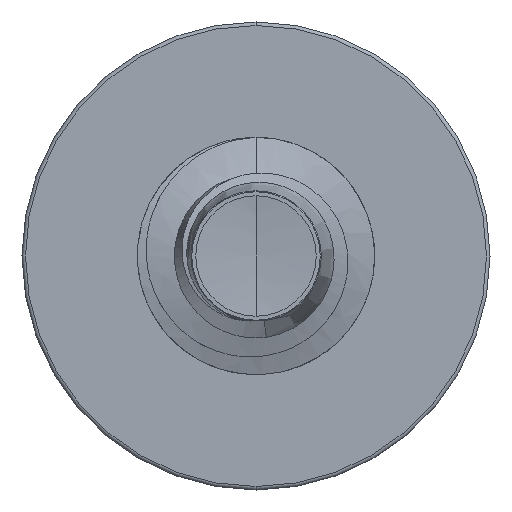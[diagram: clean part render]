
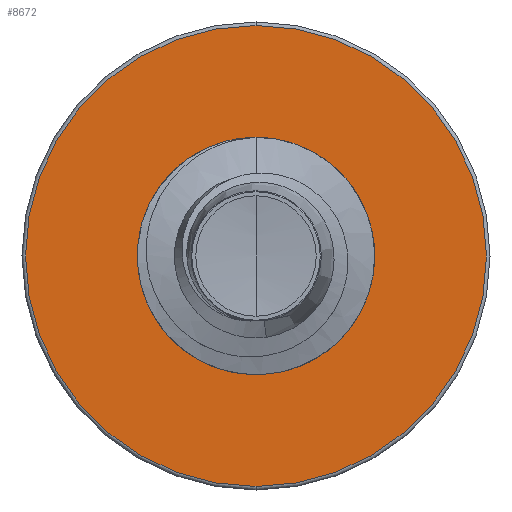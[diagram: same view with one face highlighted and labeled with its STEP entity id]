
A CAD part, front view. The second image highlights one B-rep face of the part: STEP entity #8672.
In plain terms, the highlighted planar face has unit normal (0, -1, 0).
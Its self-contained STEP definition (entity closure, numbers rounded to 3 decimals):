
#236 = CARTESIAN_POINT ( 'NONE',  ( 0., 6.5, 0. ) ) ;
#337 = CIRCLE ( 'NONE', #3767, 3.397 ) ;
#393 = EDGE_LOOP ( 'NONE', ( #5056, #3605 ) ) ;
#1114 = DIRECTION ( 'NONE',  ( 0., 0., 1. ) ) ;
#1284 = FACE_OUTER_BOUND ( 'NONE', #3428, .T. ) ;
#1412 = CARTESIAN_POINT ( 'NONE',  ( 0., 6.5, 0. ) ) ;
#2098 = CARTESIAN_POINT ( 'NONE',  ( 0., 6.5, -1.722 ) ) ;
#2129 = PLANE ( 'NONE',  #2950 ) ;
#2183 = CARTESIAN_POINT ( 'NONE',  ( 0., 6.5, -1.722 ) ) ;
#2298 = DIRECTION ( 'NONE',  ( 0., 0., 1. ) ) ;
#2636 = AXIS2_PLACEMENT_3D ( 'NONE', #9043, #3971, #9866 ) ;
#2950 = AXIS2_PLACEMENT_3D ( 'NONE', #2098, #8160, #3035 ) ;
#3035 = DIRECTION ( 'NONE',  ( 0., 0., 1. ) ) ;
#3267 = EDGE_CURVE ( 'NONE', #3312, #7054, #4892, .T. ) ;
#3312 = VERTEX_POINT ( 'NONE', #5640 ) ;
#3428 = EDGE_LOOP ( 'NONE', ( #9786, #9797 ) ) ;
#3595 = EDGE_CURVE ( 'NONE', #7823, #4512, #10762, .T. ) ;
#3605 = ORIENTED_EDGE ( 'NONE', *, *, #3595, .T. ) ;
#3767 = AXIS2_PLACEMENT_3D ( 'NONE', #9166, #4092, #9986 ) ;
#3971 = DIRECTION ( 'NONE',  ( 0., 1., 0. ) ) ;
#4092 = DIRECTION ( 'NONE',  ( 0., 1., 0. ) ) ;
#4512 = VERTEX_POINT ( 'NONE', #6291 ) ;
#4892 = CIRCLE ( 'NONE', #2636, 3.397 ) ;
#5056 = ORIENTED_EDGE ( 'NONE', *, *, #7173, .T. ) ;
#5640 = CARTESIAN_POINT ( 'NONE',  ( 0., 6.5, 3.398 ) ) ;
#6136 = AXIS2_PLACEMENT_3D ( 'NONE', #1412, #7458, #2298 ) ;
#6291 = CARTESIAN_POINT ( 'NONE',  ( 0., 6.5, 1.722 ) ) ;
#6347 = DIRECTION ( 'NONE',  ( 0., 1., 0. ) ) ;
#6639 = AXIS2_PLACEMENT_3D ( 'NONE', #236, #6347, #1114 ) ;
#7054 = VERTEX_POINT ( 'NONE', #11077 ) ;
#7173 = EDGE_CURVE ( 'NONE', #4512, #7823, #9999, .T. ) ;
#7458 = DIRECTION ( 'NONE',  ( 0., 1., 0. ) ) ;
#7823 = VERTEX_POINT ( 'NONE', #2183 ) ;
#7860 = EDGE_CURVE ( 'NONE', #7054, #3312, #337, .T. ) ;
#8160 = DIRECTION ( 'NONE',  ( 0., 1., 0. ) ) ;
#8445 = FACE_BOUND ( 'NONE', #393, .T. ) ;
#8672 = ADVANCED_FACE ( 'NONE', ( #1284, #8445 ), #2129, .F. ) ;
#9043 = CARTESIAN_POINT ( 'NONE',  ( 0., 6.5, 0. ) ) ;
#9166 = CARTESIAN_POINT ( 'NONE',  ( 0., 6.5, 0. ) ) ;
#9786 = ORIENTED_EDGE ( 'NONE', *, *, #3267, .F. ) ;
#9797 = ORIENTED_EDGE ( 'NONE', *, *, #7860, .F. ) ;
#9866 = DIRECTION ( 'NONE',  ( 0., 0., 1. ) ) ;
#9986 = DIRECTION ( 'NONE',  ( 0., 0., 1. ) ) ;
#9999 = CIRCLE ( 'NONE', #6639, 1.722 ) ;
#10762 = CIRCLE ( 'NONE', #6136, 1.722 ) ;
#11077 = CARTESIAN_POINT ( 'NONE',  ( 0., 6.5, -3.397 ) ) ;
